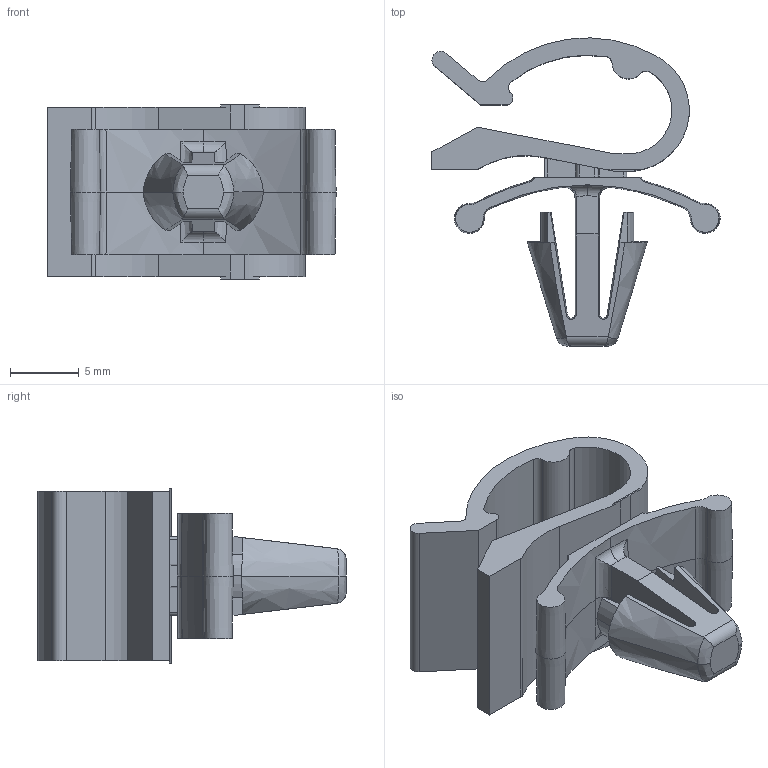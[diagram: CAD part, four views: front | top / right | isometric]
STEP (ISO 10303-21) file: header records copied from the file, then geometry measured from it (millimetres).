
FILE_DESCRIPTION(/* description */ (''),/* implementation_level */ '2;1');
FILE_NAME(/* name */ 'PANDUIT_PMCC38H25',/* time_stamp */ '2012-11-06T13:43:04-06:00',/* author */ (''),/* organization */ (''),/* preprocessor_version */ 'ST-DEVELOPER v9',/* originating_system */ 'UGS - NX 3.0',/* authorisation */ '');
FILE_SCHEMA (('CONFIG_CONTROL_DESIGN'));
Length unit declared in the file: inch
Products named in the file (1): bwgCFB52s90
Bounding box: 21.01 x 22.47 x 12.7 mm (x, y, z)
Volume: 1187.5 mm3; surface area: 2015.1 mm2
Topology: 1 solids, 1 shells, 131 faces, 354 edges, 226 vertices
Faces by surface type: plane 62, cone 28, cylinder 25, bspline 8, torus 4, extrusion 4
Entity records: 4494 total; most frequent: CARTESIAN_POINT 1148, ORIENTED_EDGE 708, DIRECTION 660, EDGE_CURVE 354, AXIS2_PLACEMENT_3D 230, VERTEX_POINT 226, VECTOR 200, LINE 196
